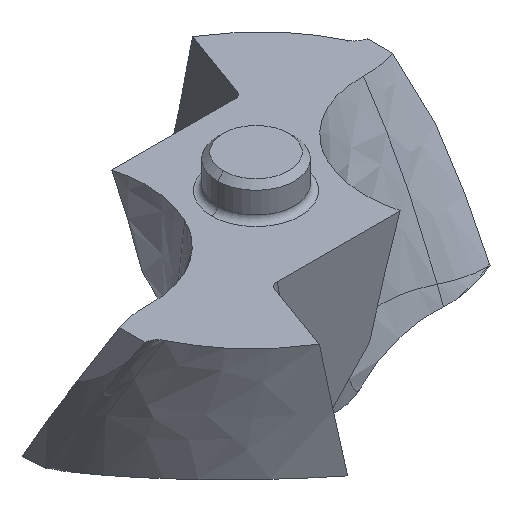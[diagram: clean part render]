
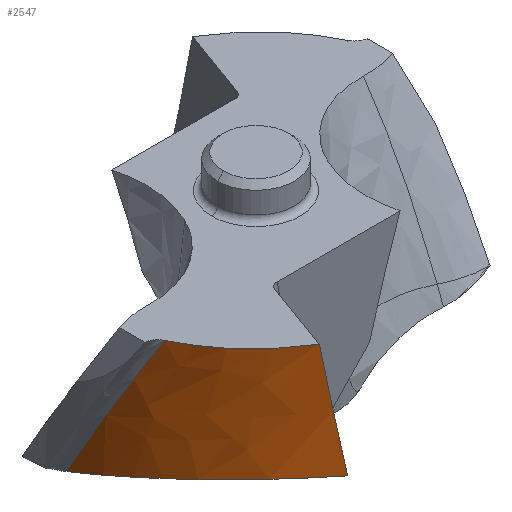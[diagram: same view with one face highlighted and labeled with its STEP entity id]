
A CAD part, isometric view. The second image highlights one B-rep face of the part: STEP entity #2547.
In plain terms, the highlighted free-form (B-spline) face has degree [3, 3] with [7, 5] control points.
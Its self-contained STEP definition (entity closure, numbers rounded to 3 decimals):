
#238=CARTESIAN_POINT('',(-2.604,-4.23,
0.));
#239=CARTESIAN_POINT('',(-2.933,-4.034,
0.));
#240=CARTESIAN_POINT('',(-3.692,-3.452,
0.));
#241=CARTESIAN_POINT('',(-4.257,-2.671,
0.));
#242=CARTESIAN_POINT('',(-4.505,-2.162,
0.));
#991=CARTESIAN_POINT('',(-4.999,-0.124,
-3.683));
#1026=CARTESIAN_POINT('',(-2.12,-4.472,
-3.047));
#1027=CARTESIAN_POINT('',(-2.284,-4.396,
-3.017));
#1028=CARTESIAN_POINT('',(-2.595,-4.23,
-2.968));
#1029=CARTESIAN_POINT('',(-3.008,-3.955,
-2.924));
#1030=CARTESIAN_POINT('',(-3.374,-3.657,
-2.906));
#1031=CARTESIAN_POINT('',(-3.698,-3.338,
-2.912));
#1032=CARTESIAN_POINT('',(-3.991,-2.992,
-2.939));
#1033=CARTESIAN_POINT('',(-4.248,-2.626,
-2.987));
#1034=CARTESIAN_POINT('',(-4.478,-2.223,
-3.06));
#1035=CARTESIAN_POINT('',(-4.656,-1.826,
-3.149));
#1036=CARTESIAN_POINT('',(-4.789,-1.449,
-3.246));
#1037=CARTESIAN_POINT('',(-4.896,-1.041,
-3.365));
#1038=CARTESIAN_POINT('',(-4.971,-0.603,
-3.508));
#1039=CARTESIAN_POINT('',(-4.995,-0.287,
-3.622));
#1040=CARTESIAN_POINT('',(-4.999,-0.124,
-3.683));
#1045=CARTESIAN_POINT('',(-4.999,-0.124,
-3.683));
#1046=CARTESIAN_POINT('',(-4.99,-0.519,
-2.967));
#1047=CARTESIAN_POINT('',(-4.888,-1.21,
-1.739));
#1048=CARTESIAN_POINT('',(-4.635,-1.887,
-0.511));
#1049=CARTESIAN_POINT('',(-4.505,-2.162,
0.));
#1054=CARTESIAN_POINT('',(-2.604,-4.23,
0.));
#1055=CARTESIAN_POINT('',(-2.578,-4.238,
-0.152));
#1056=CARTESIAN_POINT('',(-2.529,-4.254,
-0.444));
#1057=CARTESIAN_POINT('',(-2.461,-4.278,
-0.854));
#1058=CARTESIAN_POINT('',(-2.403,-4.301,
-1.207));
#1059=CARTESIAN_POINT('',(-2.349,-4.325,
-1.543));
#1060=CARTESIAN_POINT('',(-2.283,-4.358,
-1.958));
#1061=CARTESIAN_POINT('',(-2.219,-4.396,
-2.371));
#1062=CARTESIAN_POINT('',(-2.166,-4.434,
-2.726));
#1063=CARTESIAN_POINT('',(-2.135,-4.459,
-2.944));
#1064=CARTESIAN_POINT('',(-2.12,-4.472,
-3.047));
#1315=CARTESIAN_POINT('',(-2.604,-4.23,
0.));
#1316=VERTEX_POINT('',#1315);
#1317=VERTEX_POINT('',#242);
#1349=VERTEX_POINT('',#991);
#1350=VERTEX_POINT('',#1026);
#2504=CARTESIAN_POINT('',(-2.318,-4.423,
-3.721));
#2505=CARTESIAN_POINT('',(-2.018,-4.519,
-2.991));
#2506=CARTESIAN_POINT('',(-1.413,-4.696,
-1.739));
#2507=CARTESIAN_POINT('',(-0.65,-4.86,
-0.488));
#2508=CARTESIAN_POINT('',(-0.306,-4.92,
0.035));
#2509=CARTESIAN_POINT('',(-2.364,-4.399,
-3.721));
#2510=CARTESIAN_POINT('',(-2.065,-4.499,
-2.991));
#2511=CARTESIAN_POINT('',(-1.461,-4.684,
-1.739));
#2512=CARTESIAN_POINT('',(-0.701,-4.854,
-0.488));
#2513=CARTESIAN_POINT('',(-0.357,-4.918,
0.035));
#2514=CARTESIAN_POINT('',(-2.916,-4.101,
-3.721));
#2515=CARTESIAN_POINT('',(-2.63,-4.251,
-2.991));
#2516=CARTESIAN_POINT('',(-2.047,-4.523,
-1.739));
#2517=CARTESIAN_POINT('',(-1.308,-4.781,
-0.488));
#2518=CARTESIAN_POINT('',(-0.973,-4.881,
0.035));
#2519=CARTESIAN_POINT('',(-3.862,-3.328,
-3.721));
#2520=CARTESIAN_POINT('',(-3.618,-3.571,
-2.991));
#2521=CARTESIAN_POINT('',(-3.109,-4.002,
-1.739));
#2522=CARTESIAN_POINT('',(-2.443,-4.419,
-0.488));
#2523=CARTESIAN_POINT('',(-2.139,-4.585,
0.035));
#2524=CARTESIAN_POINT('',(-4.771,-1.81,
-3.721));
#2525=CARTESIAN_POINT('',(-4.631,-2.158,
-2.991));
#2526=CARTESIAN_POINT('',(-4.3,-2.769,
-1.739));
#2527=CARTESIAN_POINT('',(-3.812,-3.367,
-0.488));
#2528=CARTESIAN_POINT('',(-3.582,-3.609,
0.035));
#2529=CARTESIAN_POINT('',(-4.994,-0.644,
-3.721));
#2530=CARTESIAN_POINT('',(-4.943,-1.034,
-2.991));
#2531=CARTESIAN_POINT('',(-4.766,-1.719,
-1.739));
#2532=CARTESIAN_POINT('',(-4.432,-2.388,
-0.488));
#2533=CARTESIAN_POINT('',(-4.266,-2.661,
0.035));
#2534=CARTESIAN_POINT('',(-5.,-0.051,
-3.721));
#2535=CARTESIAN_POINT('',(-4.997,-0.454,
-2.991));
#2536=CARTESIAN_POINT('',(-4.902,-1.161,
-1.739));
#2537=CARTESIAN_POINT('',(-4.65,-1.853,
-0.488));
#2538=CARTESIAN_POINT('',(-4.518,-2.134,
0.035));
#2539=B_SPLINE_SURFACE_WITH_KNOTS('',3,3,((#2504,#2505,#2506,#2507,#2508),
(#2509,#2510,#2511,#2512,#2513),(#2514,#2515,#2516,#2517,#2518),(#2519,#2520,
#2521,#2522,#2523),(#2524,#2525,#2526,#2527,#2528),(#2529,#2530,#2531,#2532,
#2533),(#2534,#2535,#2536,#2537,#2538)),.UNSPECIFIED.,.F.,.F.,.F.,(4,1,1,1,4),
(4,1,4),(0.227,0.25,0.5,0.75,1.008),(
0.092,2.618,4.428),.UNSPECIFIED.);
#2540=ORIENTED_EDGE('',*,*,#1922,.T.);
#2541=ORIENTED_EDGE('',*,*,#2495,.T.);
#2542=ORIENTED_EDGE('',*,*,#1610,.F.);
#2544=ORIENTED_EDGE('',*,*,#2543,.T.);
#2545=EDGE_LOOP('',(#2540,#2541,#2542,#2544));
#2546=FACE_OUTER_BOUND('',#2545,.F.);
#243=B_SPLINE_CURVE_WITH_KNOTS('',3,(#238,#239,#240,#241,#242),.UNSPECIFIED.,
.F.,.F.,(4,1,4),(0.,0.404,1.),.UNSPECIFIED.);
#1041=B_SPLINE_CURVE_WITH_KNOTS('',3,(#1026,#1027,#1028,#1029,#1030,#1031,#1032,
#1033,#1034,#1035,#1036,#1037,#1038,#1039,#1040),.UNSPECIFIED.,.F.,.F.,(4,1,1,1,
1,1,1,1,1,1,1,1,4),(0.,0.083,0.167,0.25,
0.333,0.417,0.5,0.583,0.667,
0.75,0.833,0.917,1.),.UNSPECIFIED.);
#1050=B_SPLINE_CURVE_WITH_KNOTS('',3,(#1045,#1046,#1047,#1048,#1049),
.UNSPECIFIED.,.F.,.F.,(4,1,4),(0.,0.584,1.),.UNSPECIFIED.);
#1065=B_SPLINE_CURVE_WITH_KNOTS('',3,(#1054,#1055,#1056,#1057,#1058,#1059,#1060,
#1061,#1062,#1063,#1064),.UNSPECIFIED.,.F.,.F.,(4,1,1,1,1,1,1,1,4),(0.,
0.125,0.25,0.375,0.5,0.625,0.75,0.875,1.),.UNSPECIFIED.);
#1610=EDGE_CURVE('',#1316,#1317,#243,.T.);
#1922=EDGE_CURVE('',#1350,#1349,#1041,.T.);
#2495=EDGE_CURVE('',#1349,#1317,#1050,.T.);
#2543=EDGE_CURVE('',#1316,#1350,#1065,.T.);
#2547=ADVANCED_FACE('',(#2546),#2539,.F.);
